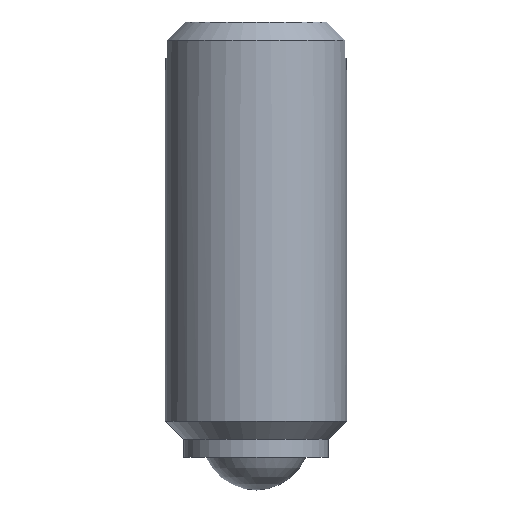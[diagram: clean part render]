
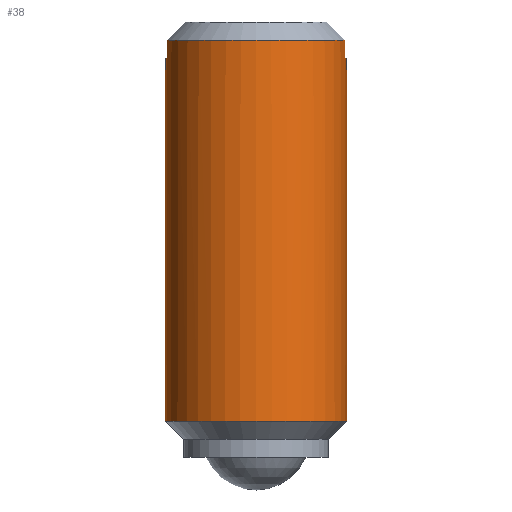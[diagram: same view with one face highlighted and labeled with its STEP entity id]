
A CAD part, left-side view. The second image highlights one B-rep face of the part: STEP entity #38.
In plain terms, the highlighted cylindrical face has radius 2.5 mm (diameter 5 mm), a full revolution.
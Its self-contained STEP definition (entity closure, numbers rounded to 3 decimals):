
#38 = ADVANCED_FACE( '', ( #81, #82 ), #83, .T. );
#81 = FACE_OUTER_BOUND( '', #128, .T. );
#82 = FACE_OUTER_BOUND( '', #129, .T. );
#83 = CYLINDRICAL_SURFACE( '', #130, 2.5 );
#128 = EDGE_LOOP( '', ( #171 ) );
#129 = EDGE_LOOP( '', ( #172, #173, #174, #175, #176, #177, #178, #179 ) );
#130 = AXIS2_PLACEMENT_3D( '', #180, #181, #182 );
#171 = ORIENTED_EDGE( '', *, *, #260, .T. );
#172 = ORIENTED_EDGE( '', *, *, #261, .T. );
#173 = ORIENTED_EDGE( '', *, *, #262, .T. );
#174 = ORIENTED_EDGE( '', *, *, #263, .T. );
#175 = ORIENTED_EDGE( '', *, *, #264, .T. );
#176 = ORIENTED_EDGE( '', *, *, #265, .T. );
#177 = ORIENTED_EDGE( '', *, *, #266, .T. );
#178 = ORIENTED_EDGE( '', *, *, #267, .T. );
#179 = ORIENTED_EDGE( '', *, *, #268, .T. );
#180 = CARTESIAN_POINT( '', ( 0., 0., 57.15 ) );
#181 = DIRECTION( '', ( 0., 0., -1. ) );
#182 = DIRECTION( '', ( 1., 0., 0. ) );
#260 = EDGE_CURVE( '', #296, #296, #297, .T. );
#261 = EDGE_CURVE( '', #298, #299, #300, .T. );
#262 = EDGE_CURVE( '', #299, #301, #302, .F. );
#263 = EDGE_CURVE( '', #301, #303, #304, .F. );
#264 = EDGE_CURVE( '', #303, #305, #306, .F. );
#265 = EDGE_CURVE( '', #305, #307, #308, .T. );
#266 = EDGE_CURVE( '', #307, #309, #310, .F. );
#267 = EDGE_CURVE( '', #309, #311, #312, .F. );
#268 = EDGE_CURVE( '', #311, #298, #313, .F. );
#296 = VERTEX_POINT( '', #346 );
#297 = CIRCLE( '', #347, 2.5 );
#298 = VERTEX_POINT( '', #348 );
#299 = VERTEX_POINT( '', #349 );
#300 = LINE( '', #350, #351 );
#301 = VERTEX_POINT( '', #352 );
#302 = CIRCLE( '', #353, 2.5 );
#303 = VERTEX_POINT( '', #354 );
#304 = LINE( '', #355, #356 );
#305 = VERTEX_POINT( '', #357 );
#306 = CIRCLE( '', #358, 2.5 );
#307 = VERTEX_POINT( '', #359 );
#308 = LINE( '', #360, #361 );
#309 = VERTEX_POINT( '', #362 );
#310 = CIRCLE( '', #363, 2.5 );
#311 = VERTEX_POINT( '', #364 );
#312 = LINE( '', #365, #366 );
#313 = CIRCLE( '', #367, 2.5 );
#346 = CARTESIAN_POINT( '', ( 2.5, 0., 1.9 ) );
#347 = AXIS2_PLACEMENT_3D( '', #416, #417, #418 );
#348 = CARTESIAN_POINT( '', ( -0.5, -2.449, 11.9 ) );
#349 = CARTESIAN_POINT( '', ( -0.5, -2.449, 12.4 ) );
#350 = CARTESIAN_POINT( '', ( -0.5, -2.449, 57.15 ) );
#351 = VECTOR( '', #419, 1000. );
#352 = CARTESIAN_POINT( '', ( -0.5, 2.449, 12.4 ) );
#353 = AXIS2_PLACEMENT_3D( '', #420, #421, #422 );
#354 = CARTESIAN_POINT( '', ( -0.5, 2.449, 11.9 ) );
#355 = CARTESIAN_POINT( '', ( -0.5, 2.449, 57.15 ) );
#356 = VECTOR( '', #423, 1000. );
#357 = CARTESIAN_POINT( '', ( 0.5, 2.449, 11.9 ) );
#358 = AXIS2_PLACEMENT_3D( '', #424, #425, #426 );
#359 = CARTESIAN_POINT( '', ( 0.5, 2.449, 12.4 ) );
#360 = CARTESIAN_POINT( '', ( 0.5, 2.449, 57.15 ) );
#361 = VECTOR( '', #427, 1000. );
#362 = CARTESIAN_POINT( '', ( 0.5, -2.449, 12.4 ) );
#363 = AXIS2_PLACEMENT_3D( '', #428, #429, #430 );
#364 = CARTESIAN_POINT( '', ( 0.5, -2.449, 11.9 ) );
#365 = CARTESIAN_POINT( '', ( 0.5, -2.449, 57.15 ) );
#366 = VECTOR( '', #431, 1000. );
#367 = AXIS2_PLACEMENT_3D( '', #432, #433, #434 );
#416 = CARTESIAN_POINT( '', ( 0., 0., 1.9 ) );
#417 = DIRECTION( '', ( 0., 0., 1. ) );
#418 = DIRECTION( '', ( 1., 0., 0. ) );
#419 = DIRECTION( '', ( 0., 0., 1. ) );
#420 = CARTESIAN_POINT( '', ( 0., 0., 12.4 ) );
#421 = DIRECTION( '', ( 0., 0., 1. ) );
#422 = DIRECTION( '', ( 1., 0., 0. ) );
#423 = DIRECTION( '', ( 0., 0., 1. ) );
#424 = CARTESIAN_POINT( '', ( 0., 0., 11.9 ) );
#425 = DIRECTION( '', ( 0., 0., 1. ) );
#426 = DIRECTION( '', ( 1., 0., 0. ) );
#427 = DIRECTION( '', ( 0., 0., 1. ) );
#428 = CARTESIAN_POINT( '', ( 0., 0., 12.4 ) );
#429 = DIRECTION( '', ( 0., 0., 1. ) );
#430 = DIRECTION( '', ( 1., 0., 0. ) );
#431 = DIRECTION( '', ( 0., 0., 1. ) );
#432 = CARTESIAN_POINT( '', ( 0., 0., 11.9 ) );
#433 = DIRECTION( '', ( 0., 0., 1. ) );
#434 = DIRECTION( '', ( 1., 0., 0. ) );
